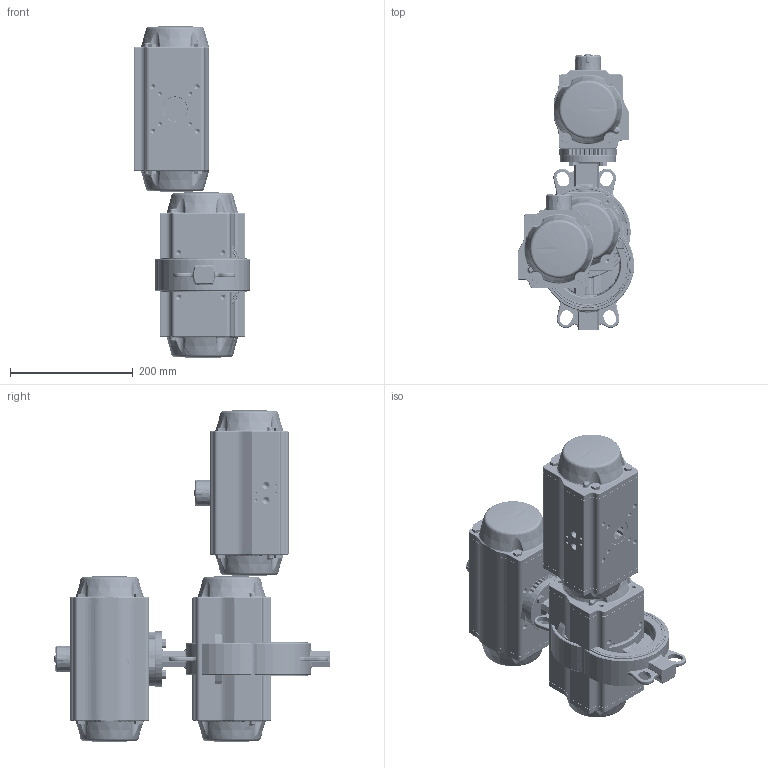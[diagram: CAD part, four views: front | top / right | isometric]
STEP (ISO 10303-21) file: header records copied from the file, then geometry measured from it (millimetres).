
FILE_DESCRIPTION( ( 'Unknown' ), '1' );
FILE_NAME( 'FR119-5.100.100.stp', 'Unknown', ( 'Unknown' ), ( 'Unknown' ), 'PSStep 13.0', 'Unknown', ' ' );
FILE_SCHEMA( ( 'AUTOMOTIVE_DESIGN { 1 0 10303 214 1 1 1 1 }' ) );
Length unit declared in the file: millimetre
Products named in the file (22): WAFER-DN100; DW160_FR119; Assem1; ____; ________(___________; ________(___________-oa0; _____________; _____________-oa1; ______; Deckel 1; hexagon head bolts--product grade c gb_GB_FASTENER_BOLT_HHBC M8X40-N; cup head nib bolts with large head gb_GB_FASTENER_BOLT_CHNBW M6X25-N; KP-100; Deckel 2; bushing1; shaft2; shaft1; disc; seat; DN100概极; ISO-Flansch; DIN933_M8x35
Bounding box: 189.32 x 449.81 x 540.4 mm (x, y, z)
Volume: 12555931.2 mm3; surface area: 1428529.9 mm2
Topology: 76 solids, 79 shells, 5311 faces, 13158 edges, 8153 vertices
Faces by surface type: plane 1833, cylinder 1580, bspline 626, torus 560, cone 371, extrusion 294, sphere 47
Full cylindrical faces by diameter (mm): 2.6 x6, 3 x64, 3.3 x32, 4.2 x24, 4.66 x3, 4.917 x8, 5 x6, 6 x3, 6.2 x4, 6.647 x8, 6.8 x48, 7 x8, 8 x22, 8.5 x12, 9 x8, 10 x12, 10.7 x3, 11.8 x6, 12 x3, 14.5 x2, 15.77 x15, 15.93 x3, 16 x5, 20.6 x12, 20.7 x5, 24.6 x6, 25.8 x6, 26.8 x3, 27.2 x3, 37.2 x3
Entity records: 72938 total; most frequent: CARTESIAN_POINT 24691, ORIENTED_EDGE 7318, DIRECTION 7017, EDGE_CURVE 3659, AXIS2_PLACEMENT_3D 2679, VERTEX_POINT 2413, EDGE_LOOP 1937, FACE_OUTER_BOUND 1737
